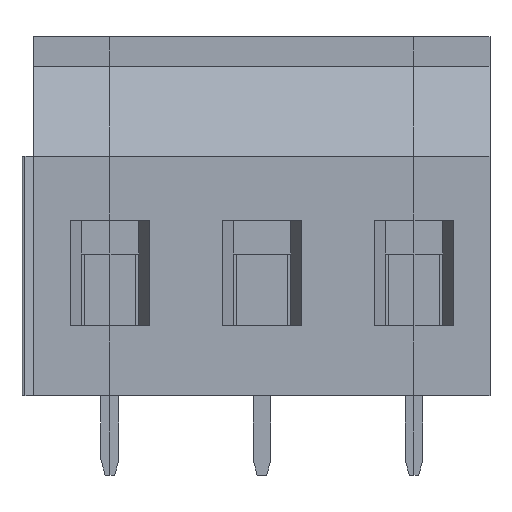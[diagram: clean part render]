
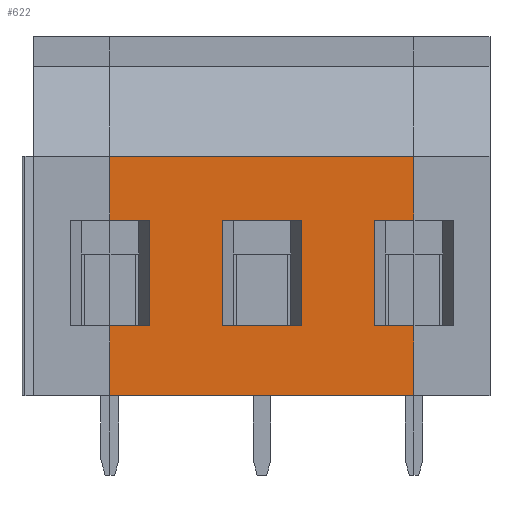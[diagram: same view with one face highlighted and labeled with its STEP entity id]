
A CAD part, left-side view. The second image highlights one B-rep face of the part: STEP entity #622.
In plain terms, the highlighted planar face has unit normal (-1, 0, 0).
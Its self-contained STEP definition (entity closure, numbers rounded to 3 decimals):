
#622 = ADVANCED_FACE( '', ( #1216, #1217 ), #1218, .T. );
#1216 = FACE_OUTER_BOUND( '', #1793, .T. );
#1217 = FACE_BOUND( '', #1794, .T. );
#1218 = PLANE( '', #1795 );
#1793 = EDGE_LOOP( '', ( #3512, #3513, #3514, #3515, #3516, #3517, #3518, #3519, #3520, #3521, #3522, #3523 ) );
#1794 = EDGE_LOOP( '', ( #3524, #3525, #3526, #3527 ) );
#1795 = AXIS2_PLACEMENT_3D( '', #3528, #3529, #3530 );
#3512 = ORIENTED_EDGE( '', *, *, #3879, .T. );
#3513 = ORIENTED_EDGE( '', *, *, #4160, .F. );
#3514 = ORIENTED_EDGE( '', *, *, #3730, .T. );
#3515 = ORIENTED_EDGE( '', *, *, #3661, .T. );
#3516 = ORIENTED_EDGE( '', *, *, #4149, .F. );
#3517 = ORIENTED_EDGE( '', *, *, #3839, .T. );
#3518 = ORIENTED_EDGE( '', *, *, #3721, .T. );
#3519 = ORIENTED_EDGE( '', *, *, #4284, .T. );
#3520 = ORIENTED_EDGE( '', *, *, #3863, .T. );
#3521 = ORIENTED_EDGE( '', *, *, #4030, .T. );
#3522 = ORIENTED_EDGE( '', *, *, #3617, .F. );
#3523 = ORIENTED_EDGE( '', *, *, #4298, .T. );
#3524 = ORIENTED_EDGE( '', *, *, #4228, .T. );
#3525 = ORIENTED_EDGE( '', *, *, #4275, .F. );
#3526 = ORIENTED_EDGE( '', *, *, #4025, .T. );
#3527 = ORIENTED_EDGE( '', *, *, #3781, .F. );
#3528 = CARTESIAN_POINT( '', ( 0., 5., -1. ) );
#3529 = DIRECTION( '', ( -1., 0., 0. ) );
#3530 = DIRECTION( '', ( 0., 0., 1. ) );
#3617 = EDGE_CURVE( '', #4332, #4334, #4335, .T. );
#3661 = EDGE_CURVE( '', #4408, #4414, #4416, .T. );
#3721 = EDGE_CURVE( '', #4522, #4520, #4523, .T. );
#3730 = EDGE_CURVE( '', #4539, #4408, #4540, .T. );
#3781 = EDGE_CURVE( '', #4626, #4628, #4629, .T. );
#3839 = EDGE_CURVE( '', #4723, #4522, #4724, .T. );
#3863 = EDGE_CURVE( '', #4763, #4761, #4764, .T. );
#3879 = EDGE_CURVE( '', #4794, #4792, #4795, .T. );
#4025 = EDGE_CURVE( '', #5008, #4628, #5009, .T. );
#4030 = EDGE_CURVE( '', #4761, #4334, #5015, .T. );
#4149 = EDGE_CURVE( '', #4723, #4414, #5175, .T. );
#4160 = EDGE_CURVE( '', #4539, #4792, #5189, .T. );
#4228 = EDGE_CURVE( '', #4626, #5274, #5276, .T. );
#4275 = EDGE_CURVE( '', #5008, #5274, #5325, .T. );
#4284 = EDGE_CURVE( '', #4520, #4763, #5334, .T. );
#4298 = EDGE_CURVE( '', #4332, #4794, #5348, .T. );
#4332 = VERTEX_POINT( '', #5392 );
#4334 = VERTEX_POINT( '', #5395 );
#4335 = LINE( '', #5396, #5397 );
#4408 = VERTEX_POINT( '', #5505 );
#4414 = VERTEX_POINT( '', #5514 );
#4416 = LINE( '', #5517, #5518 );
#4520 = VERTEX_POINT( '', #5666 );
#4522 = VERTEX_POINT( '', #5669 );
#4523 = LINE( '', #5670, #5671 );
#4539 = VERTEX_POINT( '', #5695 );
#4540 = LINE( '', #5696, #5697 );
#4626 = VERTEX_POINT( '', #5819 );
#4628 = VERTEX_POINT( '', #5822 );
#4629 = LINE( '', #5823, #5824 );
#4723 = VERTEX_POINT( '', #5966 );
#4724 = LINE( '', #5967, #5968 );
#4761 = VERTEX_POINT( '', #6019 );
#4763 = VERTEX_POINT( '', #6022 );
#4764 = LINE( '', #6023, #6024 );
#4792 = VERTEX_POINT( '', #6066 );
#4794 = VERTEX_POINT( '', #6069 );
#4795 = LINE( '', #6070, #6071 );
#5008 = VERTEX_POINT( '', #6380 );
#5009 = LINE( '', #6381, #6382 );
#5015 = LINE( '', #6391, #6392 );
#5175 = LINE( '', #6635, #6636 );
#5189 = LINE( '', #6657, #6658 );
#5274 = VERTEX_POINT( '', #6784 );
#5276 = LINE( '', #6787, #6788 );
#5325 = LINE( '', #6857, #6858 );
#5334 = LINE( '', #6869, #6870 );
#5348 = LINE( '', #6887, #6888 );
#5392 = CARTESIAN_POINT( '', ( 0., 5.62, 3.5 ) );
#5395 = CARTESIAN_POINT( '', ( 0., 5.62, 8.8 ) );
#5396 = CARTESIAN_POINT( '', ( 0., 5.62, -1. ) );
#5397 = VECTOR( '', #6910, 1000. );
#5505 = CARTESIAN_POINT( '', ( 0., -7.62, 3.5 ) );
#5514 = CARTESIAN_POINT( '', ( 0., -5.62, 3.5 ) );
#5517 = CARTESIAN_POINT( '', ( 0., 2.42, 3.5 ) );
#5518 = VECTOR( '', #6950, 1000. );
#5666 = CARTESIAN_POINT( '', ( 0., -7.62, 12. ) );
#5669 = CARTESIAN_POINT( '', ( 0., -7.62, 8.8 ) );
#5670 = CARTESIAN_POINT( '', ( 0., -7.62, -1. ) );
#5671 = VECTOR( '', #7005, 1000. );
#5695 = CARTESIAN_POINT( '', ( 0., -7.62, 0. ) );
#5696 = CARTESIAN_POINT( '', ( 0., -7.62, -1. ) );
#5697 = VECTOR( '', #7014, 1000. );
#5819 = CARTESIAN_POINT( '', ( 0., -2., 3.5 ) );
#5822 = CARTESIAN_POINT( '', ( 0., -2., 8.8 ) );
#5823 = CARTESIAN_POINT( '', ( 0., -2., -1. ) );
#5824 = VECTOR( '', #7064, 1000. );
#5966 = CARTESIAN_POINT( '', ( 0., -5.62, 8.8 ) );
#5967 = CARTESIAN_POINT( '', ( 0., 2.42, 8.8 ) );
#5968 = VECTOR( '', #7113, 1000. );
#6019 = CARTESIAN_POINT( '', ( 0., 7.62, 8.8 ) );
#6022 = CARTESIAN_POINT( '', ( 0., 7.62, 12. ) );
#6023 = CARTESIAN_POINT( '', ( 0., 7.62, -1. ) );
#6024 = VECTOR( '', #7141, 1000. );
#6066 = CARTESIAN_POINT( '', ( 0., 7.62, 0. ) );
#6069 = CARTESIAN_POINT( '', ( 0., 7.62, 3.5 ) );
#6070 = CARTESIAN_POINT( '', ( 0., 7.62, -1. ) );
#6071 = VECTOR( '', #7157, 1000. );
#6380 = CARTESIAN_POINT( '', ( 0., 2., 8.8 ) );
#6381 = CARTESIAN_POINT( '', ( 0., -0.16, 8.8 ) );
#6382 = VECTOR( '', #7296, 1000. );
#6391 = CARTESIAN_POINT( '', ( 0., 7.46, 8.8 ) );
#6392 = VECTOR( '', #7300, 1000. );
#6635 = CARTESIAN_POINT( '', ( 0., -5.62, -1. ) );
#6636 = VECTOR( '', #7390, 1000. );
#6657 = CARTESIAN_POINT( '', ( 0., 4.92, 0. ) );
#6658 = VECTOR( '', #7398, 1000. );
#6784 = CARTESIAN_POINT( '', ( 0., 2., 3.5 ) );
#6787 = CARTESIAN_POINT( '', ( 0., 4.92, 3.5 ) );
#6788 = VECTOR( '', #7447, 1000. );
#6857 = CARTESIAN_POINT( '', ( 0., 2., -1. ) );
#6858 = VECTOR( '', #7468, 1000. );
#6869 = CARTESIAN_POINT( '', ( 0., -5., 12. ) );
#6870 = VECTOR( '', #7471, 1000. );
#6887 = CARTESIAN_POINT( '', ( 0., 12.54, 3.5 ) );
#6888 = VECTOR( '', #7475, 1000. );
#6910 = DIRECTION( '', ( 0., 0., 1. ) );
#6950 = DIRECTION( '', ( 0., 1., 0. ) );
#7005 = DIRECTION( '', ( 0., 0., 1. ) );
#7014 = DIRECTION( '', ( 0., 0., 1. ) );
#7064 = DIRECTION( '', ( 0., 0., 1. ) );
#7113 = DIRECTION( '', ( 0., -1., 0. ) );
#7141 = DIRECTION( '', ( 0., 0., -1. ) );
#7157 = DIRECTION( '', ( 0., 0., -1. ) );
#7296 = DIRECTION( '', ( 0., -1., 0. ) );
#7300 = DIRECTION( '', ( 0., -1., 0. ) );
#7390 = DIRECTION( '', ( 0., 0., -1. ) );
#7398 = DIRECTION( '', ( 0., 1., 0. ) );
#7447 = DIRECTION( '', ( 0., 1., 0. ) );
#7468 = DIRECTION( '', ( 0., 0., -1. ) );
#7471 = DIRECTION( '', ( 0., 1., 0. ) );
#7475 = DIRECTION( '', ( 0., 1., 0. ) );
